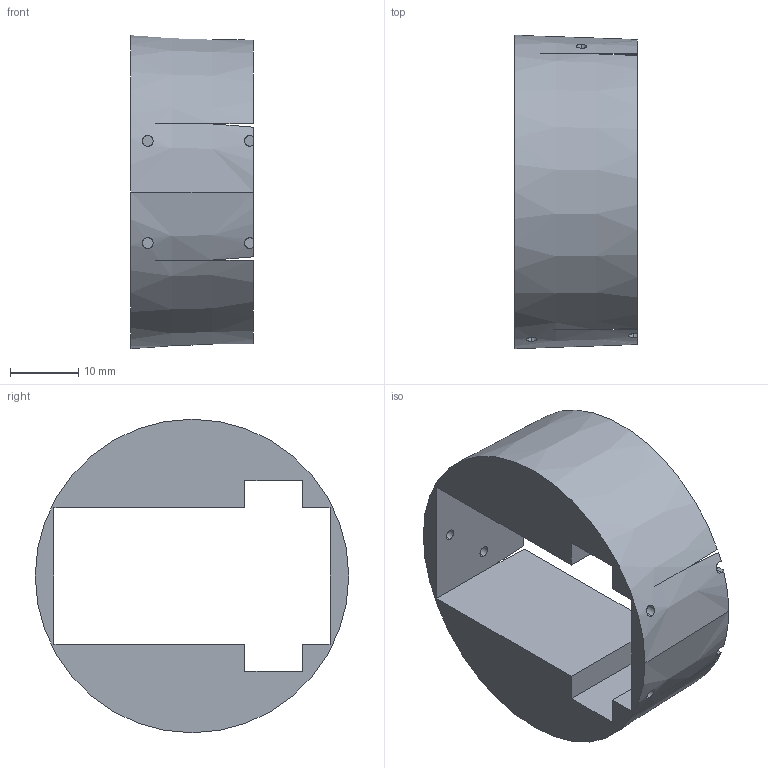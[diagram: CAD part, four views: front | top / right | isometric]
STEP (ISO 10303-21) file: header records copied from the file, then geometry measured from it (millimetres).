
FILE_DESCRIPTION (( 'STEP AP203' ), '1' );
FILE_NAME ('shank right.sldasm-Part-2_默认_sldprt.STEP', '2018-02-02T07:12:51', ( '' ), ( '' ), 'SwSTEP 2.0', 'SolidWorks 2014', '' );
FILE_SCHEMA (( 'CONFIG_CONTROL_DESIGN' ));
Length unit declared in the file: millimetre
Products named in the file (1): shank right.sldasm-Part-2_默认_sldprt
Bounding box: 18 x 46 x 46 mm (x, y, z)
Volume: 13282 mm3; surface area: 6512.8 mm2
Topology: 1 solids, 1 shells, 37 faces, 111 edges, 74 vertices
Faces by surface type: plane 19, cylinder 16, cone 2
Entity records: 1506 total; most frequent: CARTESIAN_POINT 429, ORIENTED_EDGE 222, DIRECTION 187, EDGE_CURVE 111, VERTEX_POINT 74, AXIS2_PLACEMENT_3D 64, VECTOR 59, LINE 59
